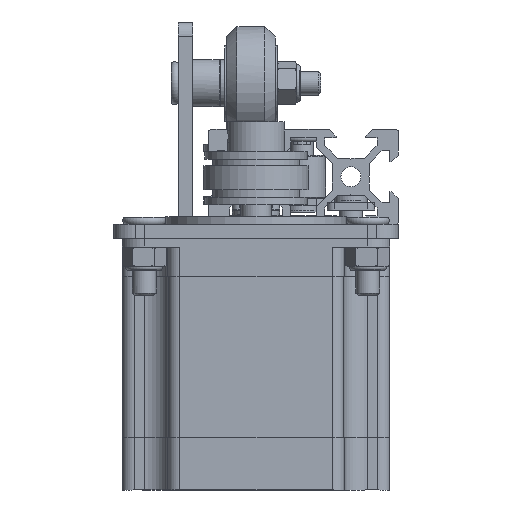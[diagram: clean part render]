
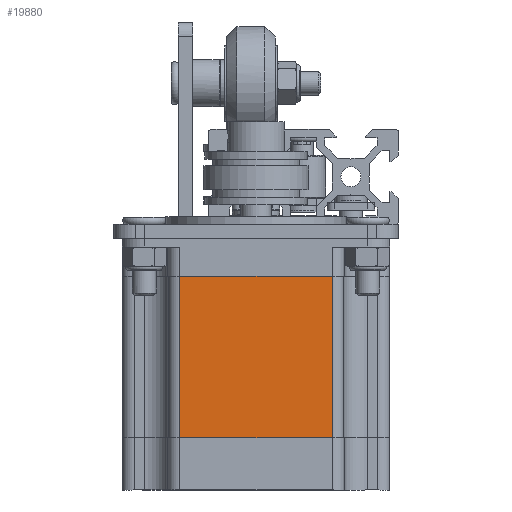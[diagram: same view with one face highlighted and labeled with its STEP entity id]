
A CAD part, front view. The second image highlights one B-rep face of the part: STEP entity #19880.
In plain terms, the highlighted planar face has unit normal (0, -1, 0).
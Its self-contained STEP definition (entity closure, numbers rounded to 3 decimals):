
#1783=FACE_OUTER_BOUND('',#3083,.T.);
#3083=EDGE_LOOP('',(#15059,#15060,#15061,#15062));
#4700=LINE('',#31668,#6061);
#4713=LINE('',#31723,#6074);
#4730=LINE('',#31765,#6091);
#4731=LINE('',#31767,#6092);
#6061=VECTOR('',#25263,10.);
#6074=VECTOR('',#25306,10.);
#6091=VECTOR('',#25355,10.);
#6092=VECTOR('',#25358,10.);
#8721=VERTEX_POINT('',#31665);
#8722=VERTEX_POINT('',#31667);
#8748=VERTEX_POINT('',#31720);
#8749=VERTEX_POINT('',#31722);
#11047=EDGE_CURVE('',#8722,#8721,#4700,.T.);
#11074=EDGE_CURVE('',#8748,#8749,#4713,.T.);
#11096=EDGE_CURVE('',#8721,#8749,#4730,.T.);
#11097=EDGE_CURVE('',#8722,#8748,#4731,.T.);
#15059=ORIENTED_EDGE('',*,*,#11074,.F.);
#15060=ORIENTED_EDGE('',*,*,#11097,.F.);
#15061=ORIENTED_EDGE('',*,*,#11047,.T.);
#15062=ORIENTED_EDGE('',*,*,#11096,.T.);
#19090=PLANE('',#21549);
#19880=ADVANCED_FACE('',(#1783),#19090,.T.);
#21549=AXIS2_PLACEMENT_3D('',#31766,#25356,#25357);
#25263=DIRECTION('',(1.,0.,0.));
#25306=DIRECTION('',(1.,0.,0.));
#25355=DIRECTION('',(0.,0.,1.));
#25356=DIRECTION('center_axis',(0.,-1.,0.));
#25357=DIRECTION('ref_axis',(0.,0.,1.));
#25358=DIRECTION('',(0.,0.,1.));
#31665=CARTESIAN_POINT('',(16.07,-559.9,-35.));
#31667=CARTESIAN_POINT('',(-16.07,-559.9,-35.));
#31668=CARTESIAN_POINT('',(-16.07,-559.9,-35.));
#31720=CARTESIAN_POINT('',(-16.07,-559.9,-1.));
#31722=CARTESIAN_POINT('',(16.07,-559.9,-1.));
#31723=CARTESIAN_POINT('',(-16.07,-559.9,-1.));
#31765=CARTESIAN_POINT('',(16.07,-559.9,-35.));
#31766=CARTESIAN_POINT('Origin',(-16.07,-559.9,-35.));
#31767=CARTESIAN_POINT('',(-16.07,-559.9,-35.));
